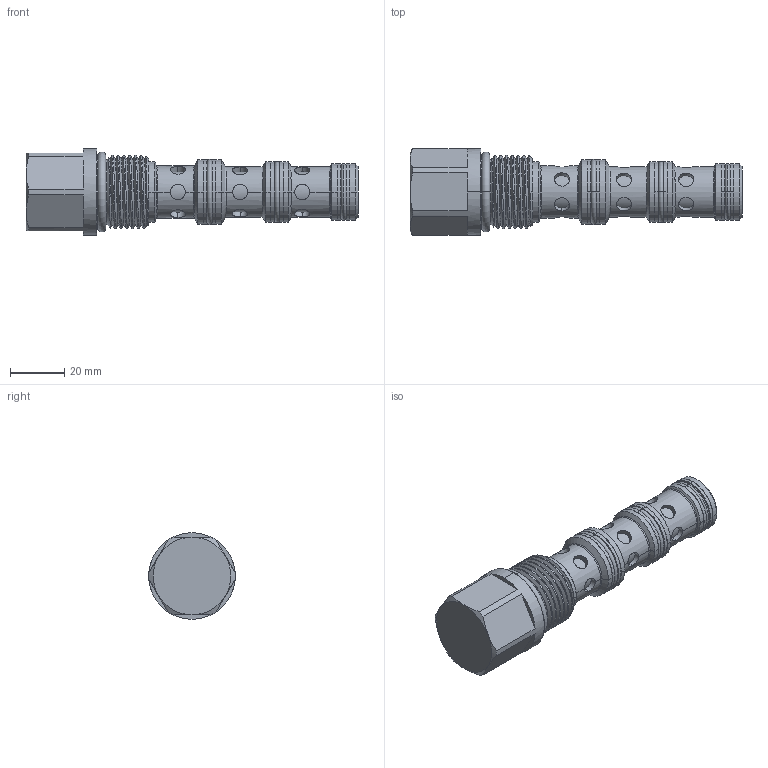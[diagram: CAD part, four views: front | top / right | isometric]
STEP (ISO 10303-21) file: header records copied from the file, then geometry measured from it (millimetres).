
FILE_DESCRIPTION (( 'STEP AP203' ), '1' );
FILE_NAME ('LR12W40-N.STEP', '2016-06-06T06:17:40', ( '' ), ( '' ), 'SwSTEP 2.0', 'SolidWorks 2012', '' );
FILE_SCHEMA (( 'CONFIG_CONTROL_DESIGN' ));
Length unit declared in the file: millimetre
Products named in the file (1): LR12W40-N
Bounding box: 121.87 x 31.8 x 31.8 mm (x, y, z)
Volume: 49923.4 mm3; surface area: 16049.8 mm2
Topology: 4 solids, 4 shells, 218 faces, 487 edges, 304 vertices
Faces by surface type: cylinder 129, plane 35, torus 26, cone 25, bspline 3
Entity records: 9856 total; most frequent: CARTESIAN_POINT 5037, DIRECTION 996, ORIENTED_EDGE 974, EDGE_CURVE 487, AXIS2_PLACEMENT_3D 419, VERTEX_POINT 304, EDGE_LOOP 251, ADVANCED_FACE 218
